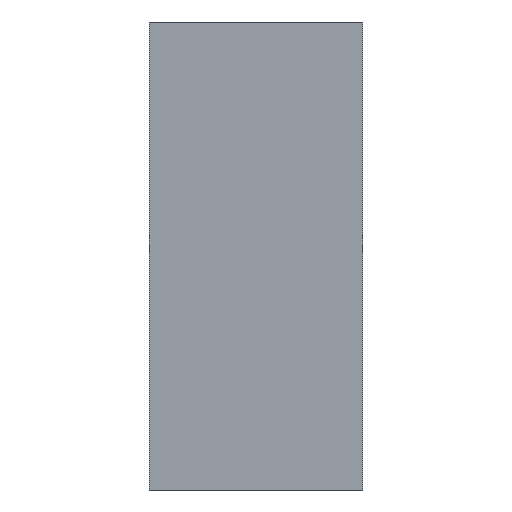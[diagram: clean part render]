
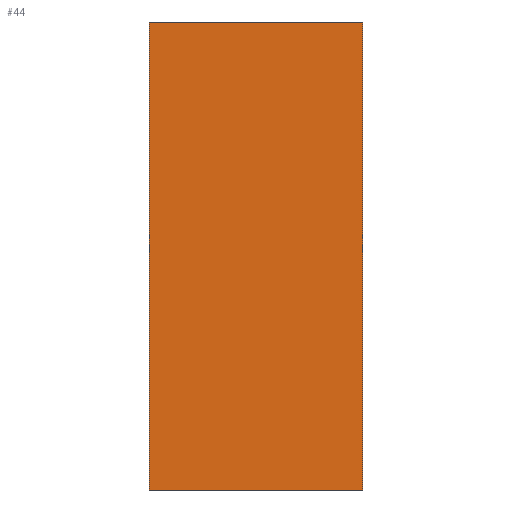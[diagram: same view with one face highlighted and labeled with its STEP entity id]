
A CAD part, left-side view. The second image highlights one B-rep face of the part: STEP entity #44.
In plain terms, the highlighted planar face has unit normal (-1, 0, 0).
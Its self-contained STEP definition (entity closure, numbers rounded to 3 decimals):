
#44 = ADVANCED_FACE( '', ( #93 ), #94, .F. );
#93 = FACE_OUTER_BOUND( '', #142, .T. );
#94 = PLANE( '', #143 );
#142 = EDGE_LOOP( '', ( #201, #202, #203, #204 ) );
#143 = AXIS2_PLACEMENT_3D( '', #205, #206, #207 );
#201 = ORIENTED_EDGE( '', *, *, #252, .T. );
#202 = ORIENTED_EDGE( '', *, *, #262, .F. );
#203 = ORIENTED_EDGE( '', *, *, #263, .F. );
#204 = ORIENTED_EDGE( '', *, *, #264, .T. );
#205 = CARTESIAN_POINT( '', ( -448., 31., 136. ) );
#206 = DIRECTION( '', ( 1., 0., 0. ) );
#207 = DIRECTION( '', ( 0., 0., -1. ) );
#252 = EDGE_CURVE( '', #285, #289, #291, .T. );
#262 = EDGE_CURVE( '', #305, #289, #306, .T. );
#263 = EDGE_CURVE( '', #307, #305, #308, .T. );
#264 = EDGE_CURVE( '', #307, #285, #309, .T. );
#285 = VERTEX_POINT( '', #331 );
#289 = VERTEX_POINT( '', #337 );
#291 = LINE( '', #340, #341 );
#305 = VERTEX_POINT( '', #358 );
#306 = LINE( '', #359, #360 );
#307 = VERTEX_POINT( '', #361 );
#308 = LINE( '', #362, #363 );
#309 = LINE( '', #364, #365 );
#331 = CARTESIAN_POINT( '', ( -448., 31., 0. ) );
#337 = CARTESIAN_POINT( '', ( -448., -31., 0. ) );
#340 = CARTESIAN_POINT( '', ( -448., 31., 0. ) );
#341 = VECTOR( '', #394, 1000. );
#358 = CARTESIAN_POINT( '', ( -448., -31., 136. ) );
#359 = CARTESIAN_POINT( '', ( -448., -31., 136. ) );
#360 = VECTOR( '', #404, 1000. );
#361 = CARTESIAN_POINT( '', ( -448., 31., 136. ) );
#362 = CARTESIAN_POINT( '', ( -448., 31., 136. ) );
#363 = VECTOR( '', #405, 1000. );
#364 = CARTESIAN_POINT( '', ( -448., 31., 136. ) );
#365 = VECTOR( '', #406, 1000. );
#394 = DIRECTION( '', ( 0., -1., 0. ) );
#404 = DIRECTION( '', ( 0., 0., -1. ) );
#405 = DIRECTION( '', ( 0., -1., 0. ) );
#406 = DIRECTION( '', ( 0., 0., -1. ) );
